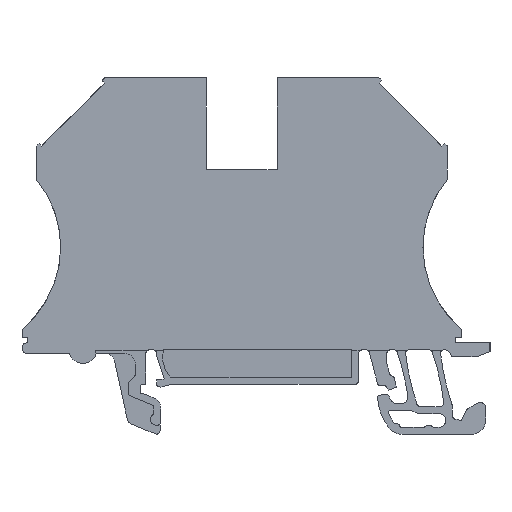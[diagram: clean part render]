
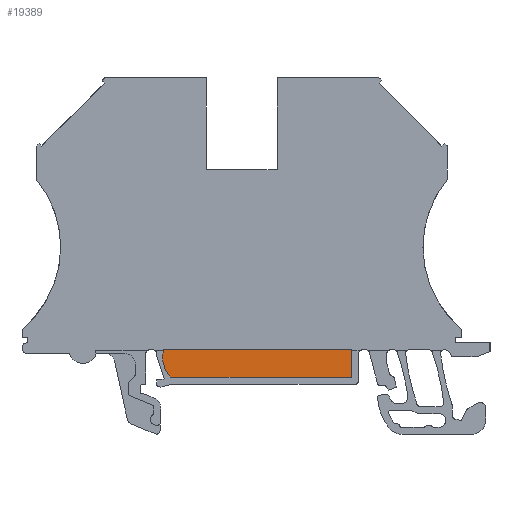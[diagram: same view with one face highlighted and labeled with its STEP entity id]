
A CAD part, left-side view. The second image highlights one B-rep face of the part: STEP entity #19389.
In plain terms, the highlighted planar face has unit normal (-1, 0, 0).
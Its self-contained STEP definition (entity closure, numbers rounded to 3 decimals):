
#19127=AXIS2_PLACEMENT_3D('Circle Axis2P3D',#19125,#19126,$) ;
#19381=AXIS2_PLACEMENT_3D('Plane Axis2P3D',#19378,#19379,#19380) ;
#19122=CARTESIAN_POINT('Vertex',(7.5,45.,8.05)) ;
#19125=CARTESIAN_POINT('Axis2P3D Location',(7.5,42.141,10.847)) ;
#19129=CARTESIAN_POINT('Vertex',(7.5,46.,11.9)) ;
#19151=CARTESIAN_POINT('Line Origine',(7.5,32.75,11.9)) ;
#19155=CARTESIAN_POINT('Vertex',(7.5,19.5,11.9)) ;
#19175=CARTESIAN_POINT('Line Origine',(7.5,19.5,9.975)) ;
#19179=CARTESIAN_POINT('Vertex',(7.5,19.5,8.05)) ;
#19201=CARTESIAN_POINT('Line Origine',(7.5,32.25,8.05)) ;
#19378=CARTESIAN_POINT('Axis2P3D Location',(7.5,42.141,10.847)) ;
#19126=DIRECTION('Axis2P3D Direction',(1.,0.,0.)) ;
#19152=DIRECTION('Vector Direction',(0.,1.,0.)) ;
#19176=DIRECTION('Vector Direction',(0.,0.,1.)) ;
#19202=DIRECTION('Vector Direction',(0.,-1.,0.)) ;
#19379=DIRECTION('Axis2P3D Direction',(-1.,0.,0.)) ;
#19380=DIRECTION('Axis2P3D XDirection',(0.,0.,-1.)) ;
#19153=VECTOR('Line Direction',#19152,1.) ;
#19177=VECTOR('Line Direction',#19176,1.) ;
#19203=VECTOR('Line Direction',#19202,1.) ;
#19384=ORIENTED_EDGE('',*,*,#19181,.T.) ;
#19385=ORIENTED_EDGE('',*,*,#19157,.T.) ;
#19386=ORIENTED_EDGE('',*,*,#19131,.T.) ;
#19387=ORIENTED_EDGE('',*,*,#19205,.T.) ;
#19389=ADVANCED_FACE('V1',(#19388),#19382,.T.) ;
#19128=CIRCLE('generated circle',#19127,4.) ;
#19131=EDGE_CURVE('',#19130,#19123,#19128,.F.) ;
#19157=EDGE_CURVE('',#19156,#19130,#19154,.T.) ;
#19181=EDGE_CURVE('',#19180,#19156,#19178,.T.) ;
#19205=EDGE_CURVE('',#19123,#19180,#19204,.T.) ;
#19383=EDGE_LOOP('',(#19384,#19385,#19386,#19387)) ;
#19388=FACE_OUTER_BOUND('',#19383,.T.) ;
#19154=LINE('Line',#19151,#19153) ;
#19178=LINE('Line',#19175,#19177) ;
#19204=LINE('Line',#19201,#19203) ;
#19382=PLANE('',#19381) ;
#19123=VERTEX_POINT('',#19122) ;
#19130=VERTEX_POINT('',#19129) ;
#19156=VERTEX_POINT('',#19155) ;
#19180=VERTEX_POINT('',#19179) ;
